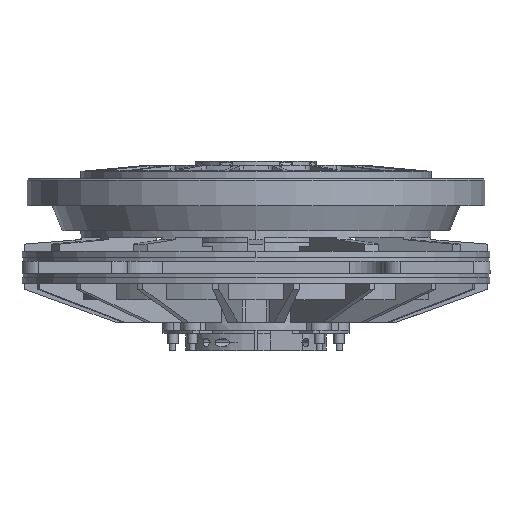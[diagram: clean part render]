
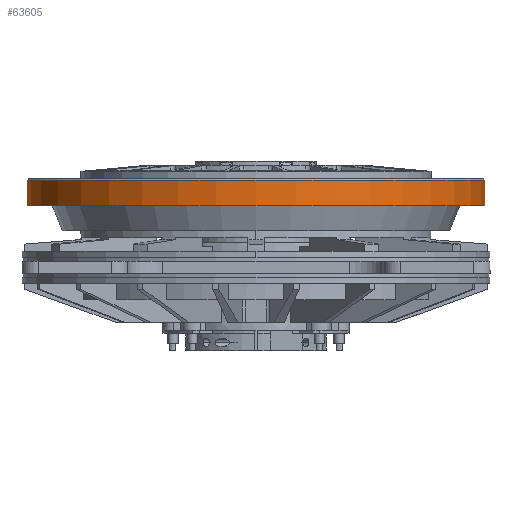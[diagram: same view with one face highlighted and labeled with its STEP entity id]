
A CAD part, front view. The second image highlights one B-rep face of the part: STEP entity #63605.
In plain terms, the highlighted cylindrical face has radius 227.5 mm (diameter 455 mm), a partial arc.
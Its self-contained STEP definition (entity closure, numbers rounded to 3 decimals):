
#9704 = CARTESIAN_POINT ( 'NONE',  ( -227.5, 0., -44. ) ) ;
#9705 = CARTESIAN_POINT ( 'NONE',  ( 227.5, 0., -44. ) ) ;
#9706 = DIRECTION ( 'NONE',  ( 0., 0., -1. ) ) ;
#9707 = VECTOR ( 'NONE', #9706, 1000. ) ;
#9708 = CARTESIAN_POINT ( 'NONE',  ( 227.5, 0., -17. ) ) ;
#9709 = LINE ( 'NONE', #9708, #9707 ) ;
#9816 = CARTESIAN_POINT ( 'NONE',  ( -227.5, 0., -18.5 ) ) ;
#9822 = CARTESIAN_POINT ( 'NONE',  ( 227.5, 0., -18.5 ) ) ;
#10260 = DIRECTION ( 'NONE',  ( 0., 0., -1. ) ) ;
#10261 = VECTOR ( 'NONE', #10260, 1000. ) ;
#10262 = CARTESIAN_POINT ( 'NONE',  ( -227.5, 0., -17. ) ) ;
#10263 = LINE ( 'NONE', #10262, #10261 ) ;
#41035 = EDGE_CURVE ( 'NONE', #41222, #41036, #9709, .T. ) ;
#41036 = VERTEX_POINT ( 'NONE', #9705 ) ;
#41041 = VERTEX_POINT ( 'NONE', #9704 ) ;
#41222 = VERTEX_POINT ( 'NONE', #9822 ) ;
#41232 = VERTEX_POINT ( 'NONE', #9816 ) ;
#41755 = EDGE_CURVE ( 'NONE', #41232, #41041, #10263, .T. ) ;
#57179 = DIRECTION ( 'NONE',  ( -1., 0., 0. ) ) ;
#57180 = DIRECTION ( 'NONE',  ( 0., 0., 1. ) ) ;
#57181 = CARTESIAN_POINT ( 'NONE',  ( 0., 0., -44. ) ) ;
#57182 = AXIS2_PLACEMENT_3D ( 'NONE', #57181, #57180, #57179 ) ;
#57183 = CIRCLE ( 'NONE', #57182, 227.5 ) ;
#57184 = DIRECTION ( 'NONE',  ( -1., 0., 0. ) ) ;
#57185 = DIRECTION ( 'NONE',  ( 0., 0., 1. ) ) ;
#57186 = CARTESIAN_POINT ( 'NONE',  ( 0., 0., -18.5 ) ) ;
#57187 = AXIS2_PLACEMENT_3D ( 'NONE', #57186, #57185, #57184 ) ;
#57188 = CIRCLE ( 'NONE', #57187, 227.5 ) ;
#57189 = DIRECTION ( 'NONE',  ( -1., 0., 0. ) ) ;
#57190 = DIRECTION ( 'NONE',  ( 0., 0., -1. ) ) ;
#57191 = AXIS2_PLACEMENT_3D ( 'NONE', #57192, #57190, #57189 ) ;
#57192 = CARTESIAN_POINT ( 'NONE',  ( 0., 0., -17. ) ) ;
#57193 = CYLINDRICAL_SURFACE ( 'NONE', #57191, 227.5 ) ;
#57194 = FACE_OUTER_BOUND ( 'NONE', #63490, .T. ) ;
#63490 = EDGE_LOOP ( 'NONE', ( #63608, #63588, #63607, #63584 ) ) ;
#63584 = ORIENTED_EDGE ( 'NONE', *, *, #63610, .T. ) ;
#63588 = ORIENTED_EDGE ( 'NONE', *, *, #63609, .F. ) ;
#63605 = ADVANCED_FACE ( 'NONE', ( #57194 ), #57193, .T. ) ;
#63607 = ORIENTED_EDGE ( 'NONE', *, *, #41755, .T. ) ;
#63608 = ORIENTED_EDGE ( 'NONE', *, *, #41035, .F. ) ;
#63609 = EDGE_CURVE ( 'NONE', #41232, #41222, #57188, .T. ) ;
#63610 = EDGE_CURVE ( 'NONE', #41041, #41036, #57183, .T. ) ;
